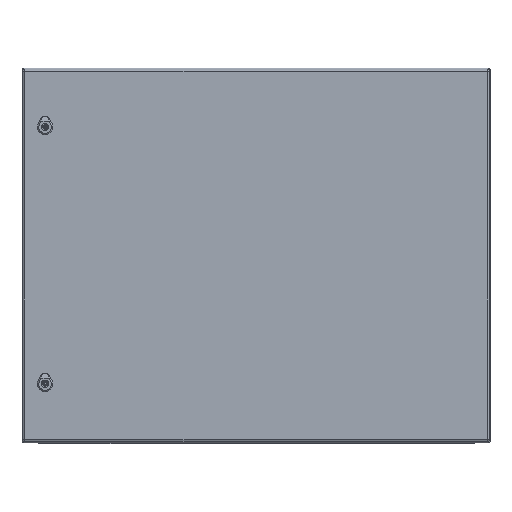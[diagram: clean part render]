
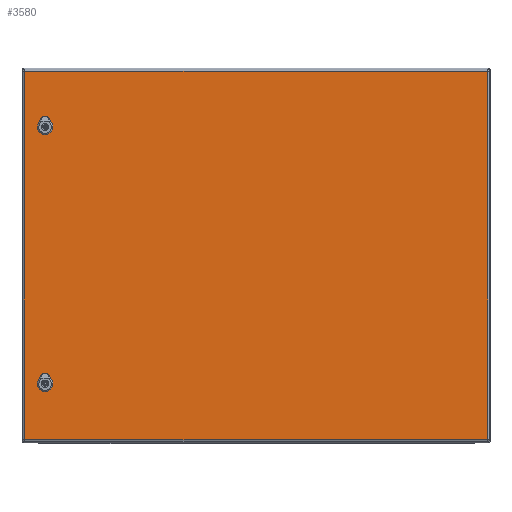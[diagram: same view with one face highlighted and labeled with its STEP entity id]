
A CAD part, top view. The second image highlights one B-rep face of the part: STEP entity #3580.
In plain terms, the highlighted face is planar.
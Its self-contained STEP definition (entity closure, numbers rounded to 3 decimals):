
#1755=FACE_BOUND('',#5269,.T.);
#1756=FACE_BOUND('',#5270,.T.);
#1757=FACE_BOUND('',#5271,.T.);
#2984=CIRCLE('',#14128,1.);
#2985=CIRCLE('',#14129,1.);
#2986=CIRCLE('',#14130,1.);
#2987=CIRCLE('',#14131,1.);
#2988=CIRCLE('',#14132,11.25);
#2989=CIRCLE('',#14133,11.25);
#2990=CIRCLE('',#14134,11.25);
#2991=CIRCLE('',#14135,11.25);
#2992=CIRCLE('',#14136,11.25);
#2993=CIRCLE('',#14137,11.25);
#2994=CIRCLE('',#14138,11.25);
#2995=CIRCLE('',#14139,11.25);
#3580=ADVANCED_FACE('',(#1755,#1756,#1757),#3929,.F.);
#3929=PLANE('',#14140);
#5269=EDGE_LOOP('',(#7453,#7454,#7455,#7456,#7457,#7458,#7459,#7460));
#5270=EDGE_LOOP('',(#7461,#7462,#7463,#7464,#7465,#7466,#7467,#7468));
#5271=EDGE_LOOP('',(#7469,#7470,#7471,#7472,#7473,#7474,#7475,#7476));
#7453=ORIENTED_EDGE('',*,*,#11076,.F.);
#7454=ORIENTED_EDGE('',*,*,#11077,.F.);
#7455=ORIENTED_EDGE('',*,*,#11078,.F.);
#7456=ORIENTED_EDGE('',*,*,#11079,.F.);
#7457=ORIENTED_EDGE('',*,*,#11080,.F.);
#7458=ORIENTED_EDGE('',*,*,#11081,.F.);
#7459=ORIENTED_EDGE('',*,*,#11082,.F.);
#7460=ORIENTED_EDGE('',*,*,#11083,.F.);
#7461=ORIENTED_EDGE('',*,*,#11084,.T.);
#7462=ORIENTED_EDGE('',*,*,#11085,.T.);
#7463=ORIENTED_EDGE('',*,*,#11086,.T.);
#7464=ORIENTED_EDGE('',*,*,#11087,.T.);
#7465=ORIENTED_EDGE('',*,*,#11088,.T.);
#7466=ORIENTED_EDGE('',*,*,#11089,.T.);
#7467=ORIENTED_EDGE('',*,*,#11090,.T.);
#7468=ORIENTED_EDGE('',*,*,#11091,.T.);
#7469=ORIENTED_EDGE('',*,*,#11092,.F.);
#7470=ORIENTED_EDGE('',*,*,#11093,.F.);
#7471=ORIENTED_EDGE('',*,*,#11094,.F.);
#7472=ORIENTED_EDGE('',*,*,#11095,.F.);
#7473=ORIENTED_EDGE('',*,*,#11096,.F.);
#7474=ORIENTED_EDGE('',*,*,#11097,.F.);
#7475=ORIENTED_EDGE('',*,*,#11098,.F.);
#7476=ORIENTED_EDGE('',*,*,#11099,.F.);
#9727=VERTEX_POINT('',#20819);
#9728=VERTEX_POINT('',#20820);
#9729=VERTEX_POINT('',#20822);
#9730=VERTEX_POINT('',#20824);
#9731=VERTEX_POINT('',#20826);
#9732=VERTEX_POINT('',#20828);
#9733=VERTEX_POINT('',#20830);
#9734=VERTEX_POINT('',#20832);
#9735=VERTEX_POINT('',#20835);
#9736=VERTEX_POINT('',#20836);
#9737=VERTEX_POINT('',#20838);
#9738=VERTEX_POINT('',#20840);
#9739=VERTEX_POINT('',#20842);
#9740=VERTEX_POINT('',#20844);
#9741=VERTEX_POINT('',#20846);
#9742=VERTEX_POINT('',#20848);
#9743=VERTEX_POINT('',#20851);
#9744=VERTEX_POINT('',#20852);
#9745=VERTEX_POINT('',#20854);
#9746=VERTEX_POINT('',#20856);
#9747=VERTEX_POINT('',#20858);
#9748=VERTEX_POINT('',#20860);
#9749=VERTEX_POINT('',#20862);
#9750=VERTEX_POINT('',#20864);
#11076=EDGE_CURVE('',#9727,#9728,#2984,.T.);
#11077=EDGE_CURVE('',#9729,#9727,#12020,.T.);
#11078=EDGE_CURVE('',#9730,#9729,#2985,.T.);
#11079=EDGE_CURVE('',#9731,#9730,#12021,.T.);
#11080=EDGE_CURVE('',#9732,#9731,#2986,.T.);
#11081=EDGE_CURVE('',#9733,#9732,#12022,.T.);
#11082=EDGE_CURVE('',#9734,#9733,#2987,.T.);
#11083=EDGE_CURVE('',#9728,#9734,#12023,.T.);
#11084=EDGE_CURVE('',#9735,#9736,#12024,.T.);
#11085=EDGE_CURVE('',#9736,#9737,#2988,.T.);
#11086=EDGE_CURVE('',#9737,#9738,#12025,.T.);
#11087=EDGE_CURVE('',#9738,#9739,#2989,.T.);
#11088=EDGE_CURVE('',#9739,#9740,#12026,.T.);
#11089=EDGE_CURVE('',#9740,#9741,#2990,.T.);
#11090=EDGE_CURVE('',#9741,#9742,#12027,.T.);
#11091=EDGE_CURVE('',#9742,#9735,#2991,.T.);
#11092=EDGE_CURVE('',#9743,#9744,#2992,.T.);
#11093=EDGE_CURVE('',#9745,#9743,#12028,.T.);
#11094=EDGE_CURVE('',#9746,#9745,#2993,.T.);
#11095=EDGE_CURVE('',#9747,#9746,#12029,.T.);
#11096=EDGE_CURVE('',#9748,#9747,#2994,.T.);
#11097=EDGE_CURVE('',#9749,#9748,#12030,.T.);
#11098=EDGE_CURVE('',#9750,#9749,#2995,.T.);
#11099=EDGE_CURVE('',#9744,#9750,#12031,.T.);
#12020=LINE('',#20821,#12764);
#12021=LINE('',#20825,#12765);
#12022=LINE('',#20829,#12766);
#12023=LINE('',#20833,#12767);
#12024=LINE('',#20834,#12768);
#12025=LINE('',#20839,#12769);
#12026=LINE('',#20843,#12770);
#12027=LINE('',#20847,#12771);
#12028=LINE('',#20853,#12772);
#12029=LINE('',#20857,#12773);
#12030=LINE('',#20861,#12774);
#12031=LINE('',#20865,#12775);
#12764=VECTOR('',#16989,1.);
#12765=VECTOR('',#16992,1.);
#12766=VECTOR('',#16995,1.);
#12767=VECTOR('',#16998,1.);
#12768=VECTOR('',#16999,1.);
#12769=VECTOR('',#17002,1.);
#12770=VECTOR('',#17005,1.);
#12771=VECTOR('',#17008,1.);
#12772=VECTOR('',#17013,1.);
#12773=VECTOR('',#17016,1.);
#12774=VECTOR('',#17019,1.);
#12775=VECTOR('',#17022,1.);
#14128=AXIS2_PLACEMENT_3D('',#20818,#16987,#16988);
#14129=AXIS2_PLACEMENT_3D('',#20823,#16990,#16991);
#14130=AXIS2_PLACEMENT_3D('',#20827,#16993,#16994);
#14131=AXIS2_PLACEMENT_3D('',#20831,#16996,#16997);
#14132=AXIS2_PLACEMENT_3D('',#20837,#17000,#17001);
#14133=AXIS2_PLACEMENT_3D('',#20841,#17003,#17004);
#14134=AXIS2_PLACEMENT_3D('',#20845,#17006,#17007);
#14135=AXIS2_PLACEMENT_3D('',#20849,#17009,#17010);
#14136=AXIS2_PLACEMENT_3D('',#20850,#17011,#17012);
#14137=AXIS2_PLACEMENT_3D('',#20855,#17014,#17015);
#14138=AXIS2_PLACEMENT_3D('',#20859,#17017,#17018);
#14139=AXIS2_PLACEMENT_3D('',#20863,#17020,#17021);
#14140=AXIS2_PLACEMENT_3D('',#20866,#17023,#17024);
#16987=DIRECTION('',(0.,0.,1.));
#16988=DIRECTION('',(1.,0.,0.));
#16989=DIRECTION('',(0.,-1.,0.));
#16990=DIRECTION('',(0.,0.,1.));
#16991=DIRECTION('',(1.,0.,0.));
#16992=DIRECTION('',(-1.,0.,0.));
#16993=DIRECTION('',(0.,0.,1.));
#16994=DIRECTION('',(1.,0.,0.));
#16995=DIRECTION('',(0.,1.,0.));
#16996=DIRECTION('',(0.,0.,1.));
#16997=DIRECTION('',(1.,0.,0.));
#16998=DIRECTION('',(1.,0.,0.));
#16999=DIRECTION('',(-1.,0.,0.));
#17000=DIRECTION('',(0.,0.,1.));
#17001=DIRECTION('',(1.,0.,0.));
#17002=DIRECTION('',(0.,-1.,0.));
#17003=DIRECTION('',(0.,0.,1.));
#17004=DIRECTION('',(1.,0.,0.));
#17005=DIRECTION('',(1.,0.,0.));
#17006=DIRECTION('',(0.,0.,1.));
#17007=DIRECTION('',(1.,0.,0.));
#17008=DIRECTION('',(0.,1.,0.));
#17009=DIRECTION('',(0.,0.,1.));
#17010=DIRECTION('',(1.,0.,0.));
#17011=DIRECTION('',(0.,0.,-1.));
#17012=DIRECTION('',(1.,0.,0.));
#17013=DIRECTION('',(-1.,0.,0.));
#17014=DIRECTION('',(0.,0.,-1.));
#17015=DIRECTION('',(1.,0.,0.));
#17016=DIRECTION('',(0.,-1.,0.));
#17017=DIRECTION('',(0.,0.,-1.));
#17018=DIRECTION('',(1.,0.,0.));
#17019=DIRECTION('',(1.,0.,0.));
#17020=DIRECTION('',(0.,0.,-1.));
#17021=DIRECTION('',(1.,0.,0.));
#17022=DIRECTION('',(0.,1.,0.));
#17023=DIRECTION('',(0.,0.,1.));
#17024=DIRECTION('',(1.,0.,0.));
#20818=CARTESIAN_POINT('',(-493.75,-393.,0.));
#20819=CARTESIAN_POINT('',(-494.75,-393.,0.));
#20820=CARTESIAN_POINT('',(-493.75,-394.,0.));
#20821=CARTESIAN_POINT('',(-494.75,393.,0.));
#20822=CARTESIAN_POINT('',(-494.75,393.,0.));
#20823=CARTESIAN_POINT('',(-493.75,393.,0.));
#20824=CARTESIAN_POINT('',(-493.75,394.,0.));
#20825=CARTESIAN_POINT('',(493.75,394.,0.));
#20826=CARTESIAN_POINT('',(493.75,394.,0.));
#20827=CARTESIAN_POINT('',(493.75,393.,0.));
#20828=CARTESIAN_POINT('',(494.75,393.,0.));
#20829=CARTESIAN_POINT('',(494.75,-393.,0.));
#20830=CARTESIAN_POINT('',(494.75,-393.,0.));
#20831=CARTESIAN_POINT('',(493.75,-393.,0.));
#20832=CARTESIAN_POINT('',(493.75,-394.,0.));
#20833=CARTESIAN_POINT('',(-493.75,-394.,0.));
#20834=CARTESIAN_POINT('',(-493.75,284.7,0.));
#20835=CARTESIAN_POINT('',(455.496,284.7,0.));
#20836=CARTESIAN_POINT('',(446.004,284.7,0.));
#20837=CARTESIAN_POINT('',(450.75,274.5,0.));
#20838=CARTESIAN_POINT('',(440.55,279.246,0.));
#20839=CARTESIAN_POINT('',(440.55,393.,0.));
#20840=CARTESIAN_POINT('',(440.55,269.754,0.));
#20841=CARTESIAN_POINT('',(450.75,274.5,0.));
#20842=CARTESIAN_POINT('',(446.004,264.3,0.));
#20843=CARTESIAN_POINT('',(-493.75,264.3,0.));
#20844=CARTESIAN_POINT('',(455.496,264.3,0.));
#20845=CARTESIAN_POINT('',(450.75,274.5,0.));
#20846=CARTESIAN_POINT('',(460.95,269.754,0.));
#20847=CARTESIAN_POINT('',(460.95,393.,0.));
#20848=CARTESIAN_POINT('',(460.95,279.246,0.));
#20849=CARTESIAN_POINT('',(450.75,274.5,0.));
#20850=CARTESIAN_POINT('',(450.75,-274.5,0.));
#20851=CARTESIAN_POINT('',(446.004,-284.7,0.));
#20852=CARTESIAN_POINT('',(440.55,-279.246,0.));
#20853=CARTESIAN_POINT('',(-493.75,-284.7,0.));
#20854=CARTESIAN_POINT('',(455.496,-284.7,0.));
#20855=CARTESIAN_POINT('',(450.75,-274.5,0.));
#20856=CARTESIAN_POINT('',(460.95,-279.246,0.));
#20857=CARTESIAN_POINT('',(460.95,393.,0.));
#20858=CARTESIAN_POINT('',(460.95,-269.754,0.));
#20859=CARTESIAN_POINT('',(450.75,-274.5,0.));
#20860=CARTESIAN_POINT('',(455.496,-264.3,0.));
#20861=CARTESIAN_POINT('',(-493.75,-264.3,0.));
#20862=CARTESIAN_POINT('',(446.004,-264.3,0.));
#20863=CARTESIAN_POINT('',(450.75,-274.5,0.));
#20864=CARTESIAN_POINT('',(440.55,-269.754,0.));
#20865=CARTESIAN_POINT('',(440.55,393.,0.));
#20866=CARTESIAN_POINT('',(-493.75,393.,0.));
